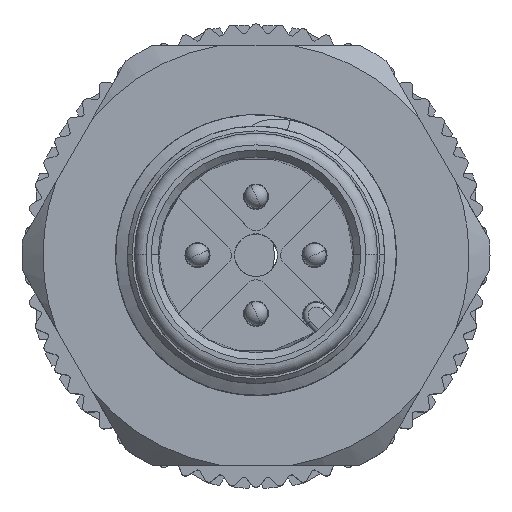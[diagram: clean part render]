
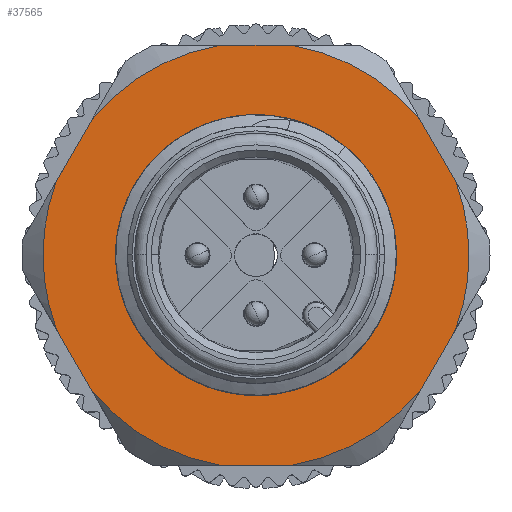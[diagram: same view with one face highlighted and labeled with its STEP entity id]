
A CAD part, top view. The second image highlights one B-rep face of the part: STEP entity #37565.
In plain terms, the highlighted planar face has unit normal (0, 0, 1).
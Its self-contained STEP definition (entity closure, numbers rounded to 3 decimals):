
#1455=CARTESIAN_POINT('',(0.,0.,-9.1));
#1456=DIRECTION('',(0.,0.,-1.));
#1457=DIRECTION('',(1.,0.,0.));
#1458=AXIS2_PLACEMENT_3D('',#1455,#1456,#1457);
#1475=CARTESIAN_POINT('',(0.,0.,-9.1));
#1476=DIRECTION('',(0.,0.,-1.));
#1477=DIRECTION('',(0.938,0.346,0.));
#1478=AXIS2_PLACEMENT_3D('',#1475,#1476,#1477);
#1480=CARTESIAN_POINT('',(0.,0.,-9.1));
#1481=DIRECTION('',(0.,0.,-1.));
#1482=DIRECTION('',(1.,0.,0.));
#1483=AXIS2_PLACEMENT_3D('',#1480,#1481,#1482);
#1485=DIRECTION('',(-0.5,-0.866,0.));
#1486=VECTOR('',#1485,3.081);
#1487=CARTESIAN_POINT('',(8.539,-3.151,-9.1));
#1488=LINE('',#1487,#1486);
#1489=CARTESIAN_POINT('',(0.,0.,-9.1));
#1490=DIRECTION('',(0.,0.,-1.));
#1491=DIRECTION('',(0.769,-0.639,0.));
#1492=AXIS2_PLACEMENT_3D('',#1489,#1490,#1491);
#1494=CARTESIAN_POINT('',(0.,0.,-9.1));
#1495=DIRECTION('',(0.,0.,-1.));
#1496=DIRECTION('',(-0.169,-0.986,0.));
#1497=AXIS2_PLACEMENT_3D('',#1494,#1495,#1496);
#1499=DIRECTION('',(-0.5,0.866,0.));
#1500=VECTOR('',#1499,3.081);
#1501=CARTESIAN_POINT('',(-6.998,-5.819,-9.1));
#1502=LINE('',#1501,#1500);
#1503=CARTESIAN_POINT('',(0.,0.,-9.1));
#1504=DIRECTION('',(0.,0.,-1.));
#1505=DIRECTION('',(-0.938,-0.346,0.));
#1506=AXIS2_PLACEMENT_3D('',#1503,#1504,#1505);
#1508=CARTESIAN_POINT('',(0.,0.,-9.1));
#1509=DIRECTION('',(0.,0.,-1.));
#1510=DIRECTION('',(-1.,0.,0.));
#1511=AXIS2_PLACEMENT_3D('',#1508,#1509,#1510);
#1513=DIRECTION('',(0.5,0.866,0.));
#1514=VECTOR('',#1513,3.081);
#1515=CARTESIAN_POINT('',(-8.539,3.151,-9.1));
#1516=LINE('',#1515,#1514);
#1517=CARTESIAN_POINT('',(0.,0.,-9.1));
#1518=DIRECTION('',(0.,0.,-1.));
#1519=DIRECTION('',(-0.769,0.639,0.));
#1520=AXIS2_PLACEMENT_3D('',#1517,#1518,#1519);
#1522=CARTESIAN_POINT('',(0.,0.,-9.1));
#1523=DIRECTION('',(0.,0.,-1.));
#1524=DIRECTION('',(0.169,0.986,0.));
#1525=AXIS2_PLACEMENT_3D('',#1522,#1523,#1524);
#1527=DIRECTION('',(0.5,-0.866,0.));
#1528=VECTOR('',#1527,3.081);
#1529=CARTESIAN_POINT('',(6.998,5.819,-9.1));
#1530=LINE('',#1529,#1528);
#1531=CARTESIAN_POINT('',(0.,0.,-9.1));
#1532=DIRECTION('',(0.,0.,1.));
#1533=DIRECTION('',(-1.,0.,0.));
#1534=AXIS2_PLACEMENT_3D('',#1531,#1532,#1533);
#1536=CARTESIAN_POINT('',(0.,0.,-9.1));
#1537=DIRECTION('',(0.,0.,1.));
#1538=DIRECTION('',(1.,0.,0.));
#1539=AXIS2_PLACEMENT_3D('',#1536,#1537,#1538);
#29798=DIRECTION('',(1.,0.,0.));
#29799=VECTOR('',#29798,3.081);
#29800=CARTESIAN_POINT('',(-1.541,-8.97,-9.1));
#29801=LINE('',#29800,#29799);
#29864=DIRECTION('',(-1.,0.,0.));
#29865=VECTOR('',#29864,3.081);
#29866=CARTESIAN_POINT('',(1.541,8.97,-9.1));
#29867=LINE('',#29866,#29865);
#30070=CARTESIAN_POINT('',(0.,0.,-9.1));
#30071=DIRECTION('',(0.,0.,-1.));
#30072=DIRECTION('',(-1.,0.,0.));
#30073=AXIS2_PLACEMENT_3D('',#30070,#30071,#30072);
#30218=CARTESIAN_POINT('',(6.,0.001,-9.1));
#30219=CARTESIAN_POINT('',(6.,-0.051,-9.1));
#30220=VERTEX_POINT('',#30218);
#30221=VERTEX_POINT('',#30219);
#30222=CARTESIAN_POINT('',(-6.,-0.001,-9.1));
#30223=VERTEX_POINT('',#30222);
#30224=CARTESIAN_POINT('',(8.539,3.151,-9.1));
#30225=CARTESIAN_POINT('',(9.101,0.,-9.1));
#30226=VERTEX_POINT('',#30224);
#30227=VERTEX_POINT('',#30225);
#30228=CARTESIAN_POINT('',(8.539,-3.151,-9.1));
#30229=VERTEX_POINT('',#30228);
#30230=CARTESIAN_POINT('',(6.998,-5.819,-9.1));
#30231=VERTEX_POINT('',#30230);
#30232=CARTESIAN_POINT('',(1.541,-8.97,-9.1));
#30233=VERTEX_POINT('',#30232);
#30234=CARTESIAN_POINT('',(-1.541,-8.97,-9.1));
#30235=VERTEX_POINT('',#30234);
#30236=CARTESIAN_POINT('',(-6.998,-5.819,-9.1));
#30237=VERTEX_POINT('',#30236);
#30238=CARTESIAN_POINT('',(-8.539,-3.151,-9.1));
#30239=VERTEX_POINT('',#30238);
#30240=CARTESIAN_POINT('',(-9.101,0.,-9.1));
#30241=VERTEX_POINT('',#30240);
#30242=CARTESIAN_POINT('',(-8.539,3.151,-9.1));
#30243=VERTEX_POINT('',#30242);
#30244=CARTESIAN_POINT('',(-6.998,5.819,-9.1));
#30245=VERTEX_POINT('',#30244);
#30246=CARTESIAN_POINT('',(-1.541,8.97,-9.1));
#30247=VERTEX_POINT('',#30246);
#30248=CARTESIAN_POINT('',(1.541,8.97,-9.1));
#30249=VERTEX_POINT('',#30248);
#30250=CARTESIAN_POINT('',(6.998,5.819,-9.1));
#30251=VERTEX_POINT('',#30250);
#30252=CARTESIAN_POINT('',(-6.,0.051,-9.1));
#30253=VERTEX_POINT('',#30252);
#37522=CARTESIAN_POINT('',(0.,0.,-9.1));
#37523=DIRECTION('',(0.,0.,1.));
#37524=DIRECTION('',(-1.,0.,0.));
#37525=AXIS2_PLACEMENT_3D('',#37522,#37523,#37524);
#37526=PLANE('',#37525);
#37528=ORIENTED_EDGE('',*,*,#37527,.T.);
#37530=ORIENTED_EDGE('',*,*,#37529,.T.);
#37532=ORIENTED_EDGE('',*,*,#37531,.T.);
#37534=ORIENTED_EDGE('',*,*,#37533,.T.);
#37536=ORIENTED_EDGE('',*,*,#37535,.F.);
#37538=ORIENTED_EDGE('',*,*,#37537,.T.);
#37540=ORIENTED_EDGE('',*,*,#37539,.T.);
#37542=ORIENTED_EDGE('',*,*,#37541,.T.);
#37544=ORIENTED_EDGE('',*,*,#37543,.T.);
#37546=ORIENTED_EDGE('',*,*,#37545,.T.);
#37548=ORIENTED_EDGE('',*,*,#37547,.T.);
#37550=ORIENTED_EDGE('',*,*,#37549,.F.);
#37552=ORIENTED_EDGE('',*,*,#37551,.T.);
#37554=ORIENTED_EDGE('',*,*,#37553,.T.);
#37555=EDGE_LOOP('',(#37528,#37530,#37532,#37534,#37536,#37538,#37540,#37542,
#37544,#37546,#37548,#37550,#37552,#37554));
#37556=FACE_OUTER_BOUND('',#37555,.F.);
#37557=ORIENTED_EDGE('',*,*,#37511,.T.);
#37558=ORIENTED_EDGE('',*,*,#37509,.F.);
#37560=ORIENTED_EDGE('',*,*,#37559,.T.);
#37562=ORIENTED_EDGE('',*,*,#37561,.F.);
#37563=EDGE_LOOP('',(#37557,#37558,#37560,#37562));
#37564=FACE_BOUND('',#37563,.F.);
#37565=ADVANCED_FACE('',(#37556,#37564),#37526,.T.);
#1459=CIRCLE('',#1458,6.);
#1479=CIRCLE('',#1478,9.101);
#1484=CIRCLE('',#1483,9.101);
#1493=CIRCLE('',#1492,9.101);
#1498=CIRCLE('',#1497,9.101);
#1507=CIRCLE('',#1506,9.101);
#1512=CIRCLE('',#1511,9.101);
#1521=CIRCLE('',#1520,9.101);
#1526=CIRCLE('',#1525,9.101);
#1535=CIRCLE('',#1534,6.);
#1540=CIRCLE('',#1539,6.);
#30074=CIRCLE('',#30073,6.);
#37509=EDGE_CURVE('',#30220,#30221,#1459,.T.);
#37511=EDGE_CURVE('',#30223,#30221,#1535,.T.);
#37527=EDGE_CURVE('',#30226,#30227,#1479,.T.);
#37529=EDGE_CURVE('',#30227,#30229,#1484,.T.);
#37531=EDGE_CURVE('',#30229,#30231,#1488,.T.);
#37533=EDGE_CURVE('',#30231,#30233,#1493,.T.);
#37535=EDGE_CURVE('',#30235,#30233,#29801,.T.);
#37537=EDGE_CURVE('',#30235,#30237,#1498,.T.);
#37539=EDGE_CURVE('',#30237,#30239,#1502,.T.);
#37541=EDGE_CURVE('',#30239,#30241,#1507,.T.);
#37543=EDGE_CURVE('',#30241,#30243,#1512,.T.);
#37545=EDGE_CURVE('',#30243,#30245,#1516,.T.);
#37547=EDGE_CURVE('',#30245,#30247,#1521,.T.);
#37549=EDGE_CURVE('',#30249,#30247,#29867,.T.);
#37551=EDGE_CURVE('',#30249,#30251,#1526,.T.);
#37553=EDGE_CURVE('',#30251,#30226,#1530,.T.);
#37559=EDGE_CURVE('',#30220,#30253,#1540,.T.);
#37561=EDGE_CURVE('',#30223,#30253,#30074,.T.);
